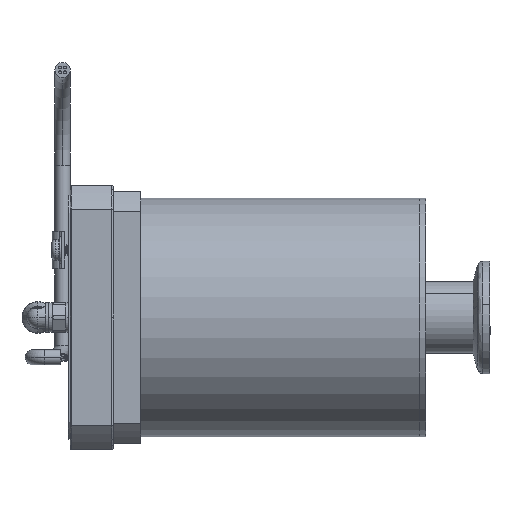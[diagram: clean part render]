
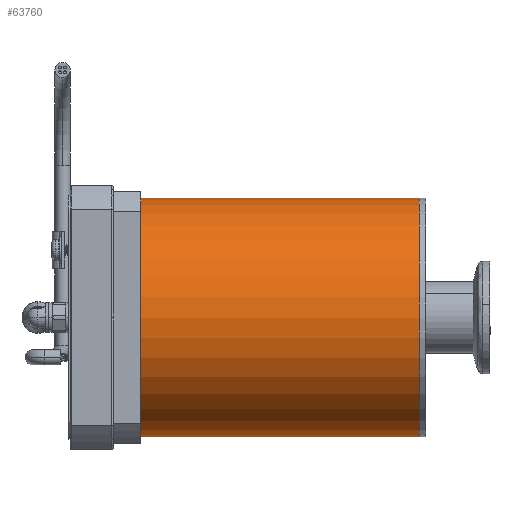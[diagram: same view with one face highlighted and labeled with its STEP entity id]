
A CAD part, left-side view. The second image highlights one B-rep face of the part: STEP entity #63760.
In plain terms, the highlighted cylindrical face has radius 31.75 mm (diameter 63.5 mm), a partial arc.
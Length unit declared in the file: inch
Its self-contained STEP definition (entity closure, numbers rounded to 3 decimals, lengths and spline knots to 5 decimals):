
#251 = LINE ( 'NONE', #110901, #24987 ) ;
#1226 = CARTESIAN_POINT ( 'NONE',  ( 0., 2.79594, 1.25 ) ) ;
#1956 = EDGE_CURVE ( 'NONE', #15419, #52142, #17368, .T. ) ;
#2202 = ORIENTED_EDGE ( 'NONE', *, *, #1956, .F. ) ;
#4448 = FACE_OUTER_BOUND ( 'NONE', #25067, .T. ) ;
#6870 = AXIS2_PLACEMENT_3D ( 'NONE', #93775, #53144, #62934 ) ;
#12344 = CIRCLE ( 'NONE', #20662, 1.25 ) ;
#15419 = VERTEX_POINT ( 'NONE', #81316 ) ;
#17368 = CIRCLE ( 'NONE', #6870, 1.25 ) ;
#20526 = DIRECTION ( 'NONE',  ( 0., -1., 0. ) ) ;
#20662 = AXIS2_PLACEMENT_3D ( 'NONE', #116134, #44663, #104338 ) ;
#24987 = VECTOR ( 'NONE', #20526, 39.37008 ) ;
#25067 = EDGE_LOOP ( 'NONE', ( #30928, #2202, #75331, #115665 ) ) ;
#25161 = VECTOR ( 'NONE', #41101, 39.37008 ) ;
#30928 = ORIENTED_EDGE ( 'NONE', *, *, #81269, .F. ) ;
#41101 = DIRECTION ( 'NONE',  ( 0., -1., 0. ) ) ;
#44663 = DIRECTION ( 'NONE',  ( 0., 1., 0. ) ) ;
#46897 = CARTESIAN_POINT ( 'NONE',  ( 0., 2.79594, 0. ) ) ;
#51504 = AXIS2_PLACEMENT_3D ( 'NONE', #46897, #118420, #55464 ) ;
#51576 = EDGE_CURVE ( 'NONE', #15419, #125593, #251, .T. ) ;
#52142 = VERTEX_POINT ( 'NONE', #72575 ) ;
#53144 = DIRECTION ( 'NONE',  ( 0., 1., 0. ) ) ;
#55464 = DIRECTION ( 'NONE',  ( 0., 0., -1. ) ) ;
#62934 = DIRECTION ( 'NONE',  ( 0., 0., 1. ) ) ;
#63760 = ADVANCED_FACE ( 'NONE', ( #4448 ), #124389, .T. ) ;
#69306 = CARTESIAN_POINT ( 'NONE',  ( 0., -0.17906, 1.25 ) ) ;
#71935 = LINE ( 'NONE', #1226, #25161 ) ;
#72575 = CARTESIAN_POINT ( 'NONE',  ( 0., 2.79594, 1.25 ) ) ;
#75331 = ORIENTED_EDGE ( 'NONE', *, *, #51576, .T. ) ;
#76518 = VERTEX_POINT ( 'NONE', #69306 ) ;
#81269 = EDGE_CURVE ( 'NONE', #52142, #76518, #71935, .T. ) ;
#81316 = CARTESIAN_POINT ( 'NONE',  ( 0., 2.79594, -1.25 ) ) ;
#93775 = CARTESIAN_POINT ( 'NONE',  ( 0., 2.79594, 0. ) ) ;
#104338 = DIRECTION ( 'NONE',  ( 0., 0., 1. ) ) ;
#108913 = EDGE_CURVE ( 'NONE', #125593, #76518, #12344, .T. ) ;
#110901 = CARTESIAN_POINT ( 'NONE',  ( 0., 2.79594, -1.25 ) ) ;
#115665 = ORIENTED_EDGE ( 'NONE', *, *, #108913, .T. ) ;
#116134 = CARTESIAN_POINT ( 'NONE',  ( 0., -0.17906, 0. ) ) ;
#117316 = CARTESIAN_POINT ( 'NONE',  ( 0., -0.17906, -1.25 ) ) ;
#118420 = DIRECTION ( 'NONE',  ( 0., -1., 0. ) ) ;
#124389 = CYLINDRICAL_SURFACE ( 'NONE', #51504, 1.25 ) ;
#125593 = VERTEX_POINT ( 'NONE', #117316 ) ;
